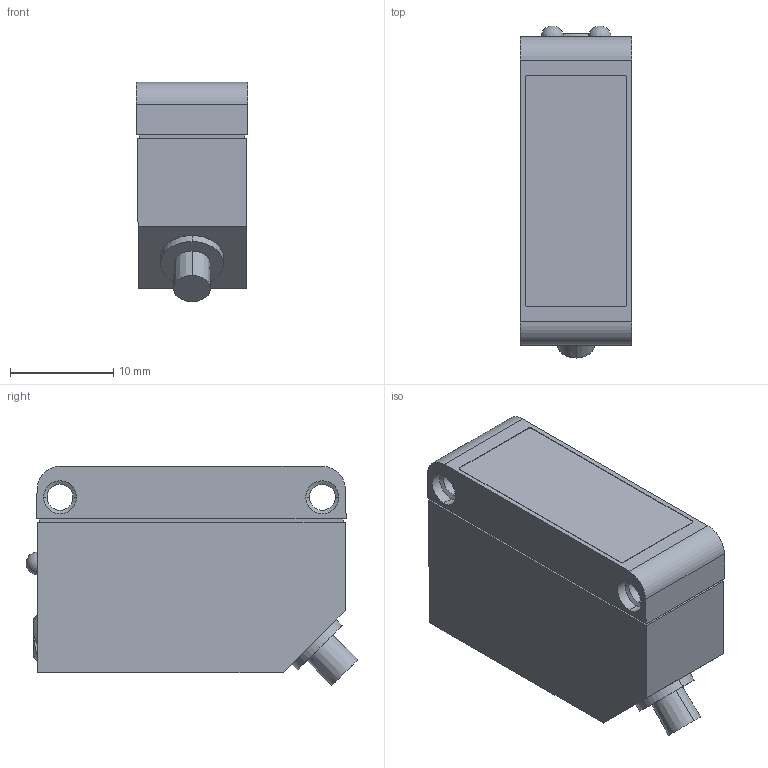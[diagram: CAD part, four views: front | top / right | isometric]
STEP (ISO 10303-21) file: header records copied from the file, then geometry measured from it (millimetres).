
FILE_DESCRIPTION(('Creo Elements/Direct Modeling STEP Export'),'2;1');
FILE_NAME('PD30-top-trimmer-cable-simpel.stp','2017-01-20T13:01:40',('Palle Edslev '),('EDSLEV A/S'),'Creo Elements/Direct Modeling STEP processor for AP214 (Solid Model)','Creo Elements/Direct Modeling 18.1H 24-Oct-2015 (C) Parametric Technology GmbH','');
FILE_SCHEMA(('AUTOMOTIVE_DESIGN { 1 0 10303 214 1 1 1 1 }'));
Length unit declared in the file: millimetre
Products named in the file (2): PD30-top-trimmer-cable-simpel
Assembly tree (1 placements, depth 2):
  PD30-top-trimmer-cable-simpel
    PD30-top-trimmer-cable-simpel
Bounding box: 10.8 x 32.13 x 21.24 mm (x, y, z)
Volume: 6007.9 mm3; surface area: 2440.4 mm2
Topology: 1 solids, 1 shells, 86 faces, 218 edges, 141 vertices
Faces by surface type: plane 49, cylinder 18, cone 17, sphere 2
Entity records: 2757 total; most frequent: CARTESIAN_POINT 534, ORIENTED_EDGE 428, DIRECTION 383, EDGE_CURVE 214, VERTEX_POINT 141, VECTOR 131, LINE 131, AXIS2_PLACEMENT_3D 126
